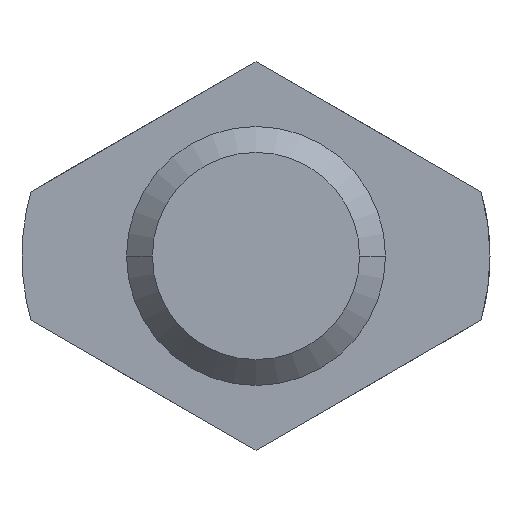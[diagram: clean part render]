
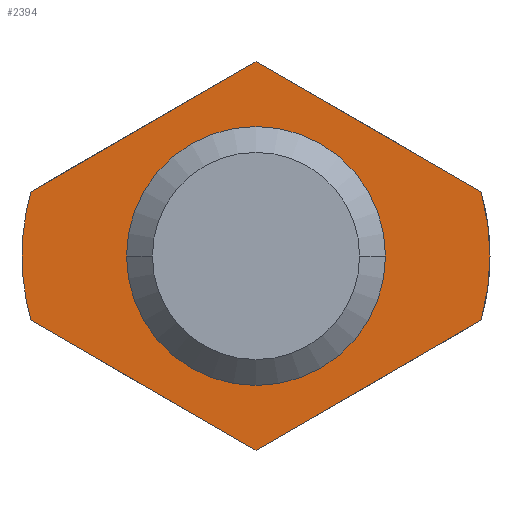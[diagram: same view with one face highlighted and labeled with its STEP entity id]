
A CAD part, front view. The second image highlights one B-rep face of the part: STEP entity #2394.
In plain terms, the highlighted planar face has unit normal (0, -1, 0).
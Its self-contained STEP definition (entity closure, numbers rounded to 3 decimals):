
#3 = CARTESIAN_POINT ( 'NONE',  ( 0., 20., 0. ) ) ;
#21 = DIRECTION ( 'NONE',  ( -1., 0., 0. ) ) ;
#135 = DIRECTION ( 'NONE',  ( 0., 1., 0. ) ) ;
#149 = ORIENTED_EDGE ( 'NONE', *, *, #831, .T. ) ;
#161 = EDGE_LOOP ( 'NONE', ( #941, #1941, #921, #149, #651, #1421, #1125 ) ) ;
#259 = LINE ( 'NONE', #1101, #341 ) ;
#317 = CARTESIAN_POINT ( 'NONE',  ( 0., 20., 0. ) ) ;
#341 = VECTOR ( 'NONE', #1113, 1000. ) ;
#427 = ORIENTED_EDGE ( 'NONE', *, *, #1813, .T. ) ;
#432 = CIRCLE ( 'NONE', #2124, 1.5 ) ;
#488 = VERTEX_POINT ( 'NONE', #2571 ) ;
#541 = DIRECTION ( 'NONE',  ( -1., 0., 0. ) ) ;
#592 = DIRECTION ( 'NONE',  ( -1., 0., 0. ) ) ;
#607 = EDGE_CURVE ( 'Defeature ausgef�hrt2_4+Defeature ausgef�hrt2_8+Defeature ausgef�hrt2_7+Defeature ausgef�hrt2_3', #782, #2533, #1544, .T. ) ;
#643 = CARTESIAN_POINT ( 'NONE',  ( 0., 20., -2.25 ) ) ;
#651 = ORIENTED_EDGE ( 'NONE', *, *, #607, .T. ) ;
#729 = DIRECTION ( 'NONE',  ( 0.866, 0., 0.5 ) ) ;
#752 = DIRECTION ( 'NONE',  ( -1., 0., 0. ) ) ;
#773 = CARTESIAN_POINT ( 'NONE',  ( -2.605, 20., 0.746 ) ) ;
#782 = VERTEX_POINT ( 'NONE', #643 ) ;
#805 = VERTEX_POINT ( 'NONE', #1678 ) ;
#831 = EDGE_CURVE ( 'Defeature ausgef�hrt2_4+Defeature ausgef�hrt2_7+Defeature ausgef�hrt2_2+Defeature ausgef�hrt2_8', #1411, #782, #259, .T. ) ;
#834 = VERTEX_POINT ( 'NONE', #2565 ) ;
#921 = ORIENTED_EDGE ( 'NONE', *, *, #2452, .F. ) ;
#941 = ORIENTED_EDGE ( 'NONE', *, *, #2560, .T. ) ;
#950 = DIRECTION ( 'NONE',  ( -0.866, 0., -0.5 ) ) ;
#987 = CARTESIAN_POINT ( 'NONE',  ( 2.605, 20., -0.746 ) ) ;
#988 = CIRCLE ( 'NONE', #1766, 1.5 ) ;
#999 = FACE_OUTER_BOUND ( 'NONE', #161, .T. ) ;
#1084 = VECTOR ( 'NONE', #1336, 1000. ) ;
#1101 = CARTESIAN_POINT ( 'NONE',  ( -2.605, 20., -0.746 ) ) ;
#1113 = DIRECTION ( 'NONE',  ( 0.866, 0., -0.5 ) ) ;
#1125 = ORIENTED_EDGE ( 'NONE', *, *, #1786, .T. ) ;
#1164 = LINE ( 'NONE', #1998, #1084 ) ;
#1188 = FACE_BOUND ( 'NONE', #2014, .T. ) ;
#1199 = CARTESIAN_POINT ( 'NONE',  ( 1.5, 20., 0. ) ) ;
#1274 = CARTESIAN_POINT ( 'NONE',  ( 0., 20., 0. ) ) ;
#1314 = EDGE_CURVE ( 'Defeature ausgef�hrt2_3+Defeature ausgef�hrt2_4+Defeature ausgef�hrt2_10+Defeature ausgef�hrt2_8', #1815, #2533, #1441, .T. ) ;
#1336 = DIRECTION ( 'NONE',  ( -0.866, 0., 0.5 ) ) ;
#1352 = AXIS2_PLACEMENT_3D ( 'NONE', #1972, #2413, #752 ) ;
#1372 = VERTEX_POINT ( 'NONE', #1987 ) ;
#1378 = DIRECTION ( 'NONE',  ( -1., 0., 0. ) ) ;
#1411 = VERTEX_POINT ( 'NONE', #1962 ) ;
#1421 = ORIENTED_EDGE ( 'NONE', *, *, #1314, .F. ) ;
#1432 = CIRCLE ( 'NONE', #2166, 2.71 ) ;
#1441 = CIRCLE ( 'NONE', #1352, 2.71 ) ;
#1460 = EDGE_CURVE ( 'Defeature ausgef�hrt2_2+Defeature ausgef�hrt2_4+Defeature ausgef�hrt2_7+Defeature ausgef�hrt2_9', #834, #2547, #2085, .T. ) ;
#1544 = LINE ( 'NONE', #2186, #1986 ) ;
#1570 = ORIENTED_EDGE ( 'NONE', *, *, #2541, .T. ) ;
#1678 = CARTESIAN_POINT ( 'NONE',  ( 1.5, 20., 0. ) ) ;
#1704 = DIRECTION ( 'NONE',  ( 0., 1., 0. ) ) ;
#1747 = DIRECTION ( 'NONE',  ( 0., 1., 0. ) ) ;
#1766 = AXIS2_PLACEMENT_3D ( 'NONE', #317, #1747, #1378 ) ;
#1786 = EDGE_CURVE ( 'Defeature ausgef�hrt2_4+Defeature ausgef�hrt2_10+Defeature ausgef�hrt2_3+Defeature ausgef�hrt2_9', #1815, #488, #1164, .T. ) ;
#1813 = EDGE_CURVE ( 'Defeature ausgef�hrt2_4+Defeature ausgef�hrt2_5+Defeature ausgef�hrt2_5+Defeature ausgef�hrt2_5', #1372, #805, #988, .T. ) ;
#1815 = VERTEX_POINT ( 'NONE', #1961 ) ;
#1941 = ORIENTED_EDGE ( 'NONE', *, *, #1460, .F. ) ;
#1961 = CARTESIAN_POINT ( 'NONE',  ( 2.605, 20., 0.746 ) ) ;
#1962 = CARTESIAN_POINT ( 'NONE',  ( -2.605, 20., -0.746 ) ) ;
#1972 = CARTESIAN_POINT ( 'NONE',  ( 0., 20., 0. ) ) ;
#1986 = VECTOR ( 'NONE', #729, 1000. ) ;
#1987 = CARTESIAN_POINT ( 'NONE',  ( -1.5, 20., 0. ) ) ;
#1998 = CARTESIAN_POINT ( 'NONE',  ( 0., 20., 2.25 ) ) ;
#2005 = DIRECTION ( 'NONE',  ( 0., 1., 0. ) ) ;
#2014 = EDGE_LOOP ( 'NONE', ( #427, #1570 ) ) ;
#2052 = PLANE ( 'NONE',  #2203 ) ;
#2085 = CIRCLE ( 'NONE', #2431, 2.71 ) ;
#2124 = AXIS2_PLACEMENT_3D ( 'NONE', #2414, #135, #541 ) ;
#2166 = AXIS2_PLACEMENT_3D ( 'NONE', #1274, #1704, #21 ) ;
#2186 = CARTESIAN_POINT ( 'NONE',  ( 0., 20., -2.25 ) ) ;
#2203 = AXIS2_PLACEMENT_3D ( 'NONE', #1199, #2005, #2260 ) ;
#2208 = CARTESIAN_POINT ( 'NONE',  ( -2.605, 20., 0.746 ) ) ;
#2260 = DIRECTION ( 'NONE',  ( -1., 0., 0. ) ) ;
#2351 = LINE ( 'NONE', #773, #2468 ) ;
#2394 = ADVANCED_FACE ( 'Defeature ausgef�hrt2_4', ( #1188, #999 ), #2052, .F. ) ;
#2413 = DIRECTION ( 'NONE',  ( 0., 1., 0. ) ) ;
#2414 = CARTESIAN_POINT ( 'NONE',  ( 0., 20., 0. ) ) ;
#2431 = AXIS2_PLACEMENT_3D ( 'NONE', #3, #2675, #592 ) ;
#2452 = EDGE_CURVE ( 'Defeature ausgef�hrt2_2+Defeature ausgef�hrt2_4+Defeature ausgef�hrt2_7+Defeature ausgef�hrt2_9', #1411, #834, #1432, .T. ) ;
#2468 = VECTOR ( 'NONE', #950, 1000. ) ;
#2533 = VERTEX_POINT ( 'NONE', #987 ) ;
#2541 = EDGE_CURVE ( 'Defeature ausgef�hrt2_4+Defeature ausgef�hrt2_5+Defeature ausgef�hrt2_5+Defeature ausgef�hrt2_5', #805, #1372, #432, .T. ) ;
#2547 = VERTEX_POINT ( 'NONE', #2208 ) ;
#2560 = EDGE_CURVE ( 'Defeature ausgef�hrt2_4+Defeature ausgef�hrt2_9+Defeature ausgef�hrt2_10+Defeature ausgef�hrt2_2', #488, #2547, #2351, .T. ) ;
#2565 = CARTESIAN_POINT ( 'NONE',  ( -2.71, 20., 0. ) ) ;
#2571 = CARTESIAN_POINT ( 'NONE',  ( 0., 20., 2.25 ) ) ;
#2675 = DIRECTION ( 'NONE',  ( 0., 1., 0. ) ) ;
